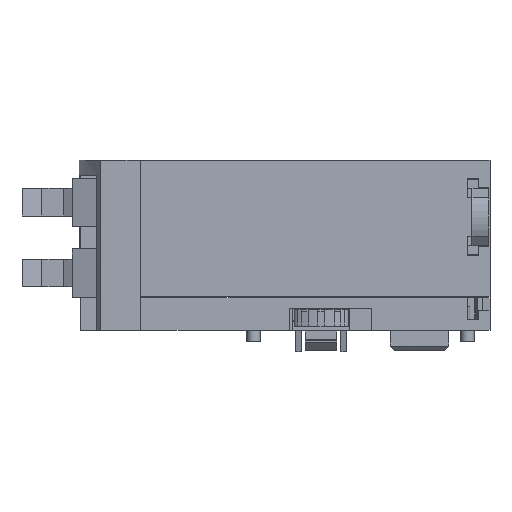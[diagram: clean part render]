
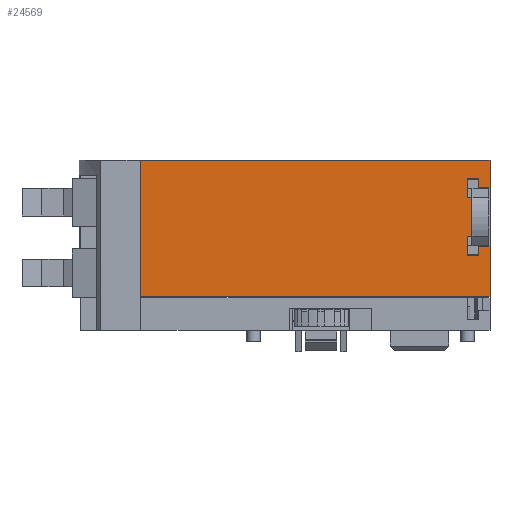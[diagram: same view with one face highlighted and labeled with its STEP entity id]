
A CAD part, front view. The second image highlights one B-rep face of the part: STEP entity #24569.
In plain terms, the highlighted planar face has unit normal (0, -1, 0).
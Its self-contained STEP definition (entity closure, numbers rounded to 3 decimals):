
#68 = VERTEX_POINT ( 'NONE', #26738 ) ;
#255 = LINE ( 'NONE', #1037, #28346 ) ;
#308 = LINE ( 'NONE', #35042, #37032 ) ;
#562 = CARTESIAN_POINT ( 'NONE',  ( 31.8, -45., 16.7 ) ) ;
#594 = EDGE_CURVE ( 'NONE', #33939, #29847, #37997, .T. ) ;
#853 = DIRECTION ( 'NONE',  ( 0., 0., -1. ) ) ;
#956 = VERTEX_POINT ( 'NONE', #18372 ) ;
#1037 = CARTESIAN_POINT ( 'NONE',  ( 31.8, -45., 18.1 ) ) ;
#1285 = CARTESIAN_POINT ( 'NONE',  ( 4., -45., 23.5 ) ) ;
#1814 = CARTESIAN_POINT ( 'NONE',  ( 31., -45., 13.3 ) ) ;
#1866 = CARTESIAN_POINT ( 'NONE',  ( 31., -45., 18.1 ) ) ;
#2438 = DIRECTION ( 'NONE',  ( 0., 0., -1. ) ) ;
#2494 = EDGE_CURVE ( 'NONE', #27437, #33939, #28590, .T. ) ;
#2988 = VERTEX_POINT ( 'NONE', #14965 ) ;
#3129 = ORIENTED_EDGE ( 'NONE', *, *, #12647, .F. ) ;
#3703 = DIRECTION ( 'NONE',  ( 0., 1., 0. ) ) ;
#3809 = LINE ( 'NONE', #20553, #34655 ) ;
#4322 = ORIENTED_EDGE ( 'NONE', *, *, #36922, .F. ) ;
#4349 = LINE ( 'NONE', #1285, #32469 ) ;
#4414 = EDGE_CURVE ( 'NONE', #40266, #34044, #308, .T. ) ;
#4455 = DIRECTION ( 'NONE',  ( 0., 0., 1. ) ) ;
#4678 = VERTEX_POINT ( 'NONE', #562 ) ;
#5984 = LINE ( 'NONE', #40547, #11888 ) ;
#6088 = ORIENTED_EDGE ( 'NONE', *, *, #14500, .F. ) ;
#6619 = CARTESIAN_POINT ( 'NONE',  ( 4., -45., 13.3 ) ) ;
#6949 = AXIS2_PLACEMENT_3D ( 'NONE', #15831, #3703, #16216 ) ;
#7518 = EDGE_CURVE ( 'NONE', #39861, #956, #30801, .T. ) ;
#7679 = VECTOR ( 'NONE', #39927, 1000. ) ;
#7773 = VERTEX_POINT ( 'NONE', #22287 ) ;
#8305 = CARTESIAN_POINT ( 'NONE',  ( 31., -45., 18.1 ) ) ;
#9291 = DIRECTION ( 'NONE',  ( -1., 0., 0. ) ) ;
#10091 = ORIENTED_EDGE ( 'NONE', *, *, #28250, .F. ) ;
#10242 = VECTOR ( 'NONE', #11261, 1000. ) ;
#10559 = EDGE_CURVE ( 'NONE', #68, #2988, #5984, .T. ) ;
#11261 = DIRECTION ( 'NONE',  ( 0., 0., 1. ) ) ;
#11600 = VERTEX_POINT ( 'NONE', #16871 ) ;
#11854 = VECTOR ( 'NONE', #38259, 1000. ) ;
#11888 = VECTOR ( 'NONE', #31534, 1000. ) ;
#12163 = LINE ( 'NONE', #27363, #7679 ) ;
#12564 = PLANE ( 'NONE',  #6949 ) ;
#12647 = EDGE_CURVE ( 'NONE', #68, #39861, #17491, .T. ) ;
#12748 = CARTESIAN_POINT ( 'NONE',  ( 35., -45., 25.3 ) ) ;
#12967 = EDGE_CURVE ( 'NONE', #29847, #30794, #39028, .T. ) ;
#13451 = EDGE_LOOP ( 'NONE', ( #4322, #38684, #3129, #31922, #10091, #30524, #19047, #24370, #32762, #24771, #32025, #18206, #32179, #33219, #32018, #6088 ) ) ;
#13678 = VERTEX_POINT ( 'NONE', #17499 ) ;
#14500 = EDGE_CURVE ( 'NONE', #7773, #27437, #12163, .T. ) ;
#14591 = CARTESIAN_POINT ( 'NONE',  ( 33., -45., 26.9 ) ) ;
#14740 = CARTESIAN_POINT ( 'NONE',  ( 35., -45., 18.1 ) ) ;
#14772 = CARTESIAN_POINT ( 'NONE',  ( 33., -45., 25.3 ) ) ;
#14965 = CARTESIAN_POINT ( 'NONE',  ( 33., -45., 13.3 ) ) ;
#15029 = CARTESIAN_POINT ( 'NONE',  ( 4., -45., 14.9 ) ) ;
#15831 = CARTESIAN_POINT ( 'NONE',  ( 35., -45., 30.2 ) ) ;
#15863 = VERTEX_POINT ( 'NONE', #1814 ) ;
#16216 = DIRECTION ( 'NONE',  ( 0., 0., -1. ) ) ;
#16357 = LINE ( 'NONE', #19611, #40352 ) ;
#16871 = CARTESIAN_POINT ( 'NONE',  ( 31.8, -45., 23.5 ) ) ;
#17491 = LINE ( 'NONE', #15029, #18692 ) ;
#17499 = CARTESIAN_POINT ( 'NONE',  ( 31., -45., 16.7 ) ) ;
#18025 = CARTESIAN_POINT ( 'NONE',  ( 33., -45., 18.1 ) ) ;
#18206 = ORIENTED_EDGE ( 'NONE', *, *, #30094, .F. ) ;
#18372 = CARTESIAN_POINT ( 'NONE',  ( 35., -45., 6. ) ) ;
#18692 = VECTOR ( 'NONE', #21365, 1000. ) ;
#19047 = ORIENTED_EDGE ( 'NONE', *, *, #39967, .F. ) ;
#19611 = CARTESIAN_POINT ( 'NONE',  ( 4., -45., 6. ) ) ;
#20553 = CARTESIAN_POINT ( 'NONE',  ( 4., -45., 16.7 ) ) ;
#20893 = LINE ( 'NONE', #18025, #39108 ) ;
#20995 = EDGE_CURVE ( 'NONE', #11600, #4678, #255, .T. ) ;
#21365 = DIRECTION ( 'NONE',  ( 1., 0., 0. ) ) ;
#21463 = CARTESIAN_POINT ( 'NONE',  ( 35., -45., 14.9 ) ) ;
#21617 = EDGE_CURVE ( 'NONE', #26363, #34044, #26823, .T. ) ;
#22045 = DIRECTION ( 'NONE',  ( 1., 0., 0. ) ) ;
#22243 = VECTOR ( 'NONE', #37790, 1000. ) ;
#22287 = CARTESIAN_POINT ( 'NONE',  ( -27., -45., 6. ) ) ;
#22775 = CARTESIAN_POINT ( 'NONE',  ( 4., -45., 25.3 ) ) ;
#22788 = EDGE_CURVE ( 'NONE', #26363, #11600, #4349, .T. ) ;
#24370 = ORIENTED_EDGE ( 'NONE', *, *, #20995, .F. ) ;
#24569 = ADVANCED_FACE ( 'NONE', ( #31484 ), #12564, .F. ) ;
#24771 = ORIENTED_EDGE ( 'NONE', *, *, #21617, .T. ) ;
#25109 = VECTOR ( 'NONE', #4455, 1000. ) ;
#25789 = DIRECTION ( 'NONE',  ( -1., 0., 0. ) ) ;
#26008 = CARTESIAN_POINT ( 'NONE',  ( 31., -45., 26.9 ) ) ;
#26363 = VERTEX_POINT ( 'NONE', #29318 ) ;
#26738 = CARTESIAN_POINT ( 'NONE',  ( 33., -45., 14.9 ) ) ;
#26823 = LINE ( 'NONE', #8305, #25109 ) ;
#27363 = CARTESIAN_POINT ( 'NONE',  ( -27., -45., 18.1 ) ) ;
#27437 = VERTEX_POINT ( 'NONE', #33479 ) ;
#27813 = LINE ( 'NONE', #6619, #37107 ) ;
#28250 = EDGE_CURVE ( 'NONE', #15863, #2988, #27813, .T. ) ;
#28346 = VECTOR ( 'NONE', #853, 1000. ) ;
#28590 = LINE ( 'NONE', #35411, #11854 ) ;
#28936 = CARTESIAN_POINT ( 'NONE',  ( 35., -45., 18.1 ) ) ;
#29318 = CARTESIAN_POINT ( 'NONE',  ( 31., -45., 23.5 ) ) ;
#29847 = VERTEX_POINT ( 'NONE', #12748 ) ;
#30094 = EDGE_CURVE ( 'NONE', #30794, #40266, #20893, .T. ) ;
#30524 = ORIENTED_EDGE ( 'NONE', *, *, #39498, .T. ) ;
#30604 = DIRECTION ( 'NONE',  ( 0., 0., 1. ) ) ;
#30794 = VERTEX_POINT ( 'NONE', #14772 ) ;
#30801 = LINE ( 'NONE', #14740, #35950 ) ;
#31484 = FACE_OUTER_BOUND ( 'NONE', #13451, .T. ) ;
#31534 = DIRECTION ( 'NONE',  ( 0., 0., -1. ) ) ;
#31922 = ORIENTED_EDGE ( 'NONE', *, *, #10559, .T. ) ;
#32018 = ORIENTED_EDGE ( 'NONE', *, *, #2494, .F. ) ;
#32025 = ORIENTED_EDGE ( 'NONE', *, *, #4414, .F. ) ;
#32179 = ORIENTED_EDGE ( 'NONE', *, *, #12967, .F. ) ;
#32469 = VECTOR ( 'NONE', #38061, 1000. ) ;
#32640 = CARTESIAN_POINT ( 'NONE',  ( 35., -45., 30.2 ) ) ;
#32762 = ORIENTED_EDGE ( 'NONE', *, *, #22788, .F. ) ;
#33153 = DIRECTION ( 'NONE',  ( -1., 0., 0. ) ) ;
#33219 = ORIENTED_EDGE ( 'NONE', *, *, #594, .F. ) ;
#33479 = CARTESIAN_POINT ( 'NONE',  ( -27., -45., 30.2 ) ) ;
#33939 = VERTEX_POINT ( 'NONE', #32640 ) ;
#34044 = VERTEX_POINT ( 'NONE', #26008 ) ;
#34655 = VECTOR ( 'NONE', #33153, 1000. ) ;
#35042 = CARTESIAN_POINT ( 'NONE',  ( 32., -45., 26.9 ) ) ;
#35411 = CARTESIAN_POINT ( 'NONE',  ( 4., -45., 30.2 ) ) ;
#35950 = VECTOR ( 'NONE', #2438, 1000. ) ;
#36922 = EDGE_CURVE ( 'NONE', #956, #7773, #16357, .T. ) ;
#37032 = VECTOR ( 'NONE', #9291, 1000. ) ;
#37107 = VECTOR ( 'NONE', #22045, 1000. ) ;
#37128 = VECTOR ( 'NONE', #38225, 1000. ) ;
#37790 = DIRECTION ( 'NONE',  ( 0., 0., -1. ) ) ;
#37997 = LINE ( 'NONE', #28936, #22243 ) ;
#38061 = DIRECTION ( 'NONE',  ( 1., 0., 0. ) ) ;
#38225 = DIRECTION ( 'NONE',  ( -1., 0., 0. ) ) ;
#38259 = DIRECTION ( 'NONE',  ( 1., 0., 0. ) ) ;
#38684 = ORIENTED_EDGE ( 'NONE', *, *, #7518, .F. ) ;
#39028 = LINE ( 'NONE', #22775, #37128 ) ;
#39108 = VECTOR ( 'NONE', #30604, 1000. ) ;
#39498 = EDGE_CURVE ( 'NONE', #15863, #13678, #39646, .T. ) ;
#39646 = LINE ( 'NONE', #1866, #10242 ) ;
#39861 = VERTEX_POINT ( 'NONE', #21463 ) ;
#39927 = DIRECTION ( 'NONE',  ( 0., 0., 1. ) ) ;
#39967 = EDGE_CURVE ( 'NONE', #4678, #13678, #3809, .T. ) ;
#40266 = VERTEX_POINT ( 'NONE', #14591 ) ;
#40352 = VECTOR ( 'NONE', #25789, 1000. ) ;
#40547 = CARTESIAN_POINT ( 'NONE',  ( 33., -45., 14.1 ) ) ;
